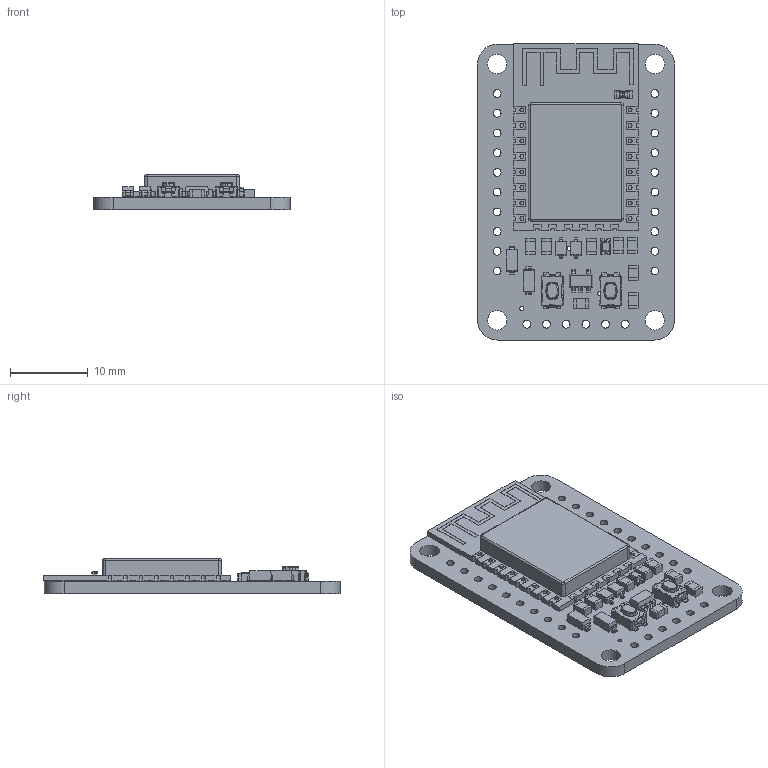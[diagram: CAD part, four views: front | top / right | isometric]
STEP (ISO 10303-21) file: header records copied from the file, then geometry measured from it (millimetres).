
FILE_DESCRIPTION(/* description */ (''),/* implementation_level */ '2;1');
FILE_NAME(/* name */ 'HUZZAH ESP8266 Breakout.step',/* time_stamp */ '2020-03-20T10:45:34-04:00',/* author */ (''),/* organization */ (''),/* preprocessor_version */ 'ST-DEVELOPER v18',/* originating_system */ 'Autodesk Translation Framework v8.12.0.6',/* authorisation */ '');
FILE_SCHEMA (('AUTOMOTIVE_DESIGN { 1 0 10303 214 3 1 1 }'));
Length unit declared in the file: millimetre
Products named in the file (10): Adafruit HUZZAH ESP8266 Basic Breakout; PCB Component; Board; 1K; SPX3819; ESP-12; 1n4148; MBR120; KMR2; RED
Assembly tree (19 placements, depth 3):
  Adafruit HUZZAH ESP8266 Basic Breakout
    PCB Component
      Board
      1K  x8
      SPX3819
      ESP-12
      1n4148  x2
      MBR120  x2
      KMR2  x2
      RED
Bounding box: 25.4 x 38.15 x 4.52 mm (x, y, z)
Volume: 2194.2 mm3; surface area: 3559.1 mm2
Topology: 18 solids, 18 shells, 1512 faces, 4209 edges, 2730 vertices
Faces by surface type: plane 991, cylinder 274, bspline 219, torus 12, cone 12, sphere 4
Full cylindrical faces by diameter (mm): 0.3 x1, 0.5 x13, 1 x26, 2.5 x4
Entity records: 39245 total; most frequent: CARTESIAN_POINT 10584, ORIENTED_EDGE 6052, DIRECTION 5048, EDGE_CURVE 3026, LINE 2268, VECTOR 2268, VERTEX_POINT 1968, AXIS2_PLACEMENT_3D 1390
